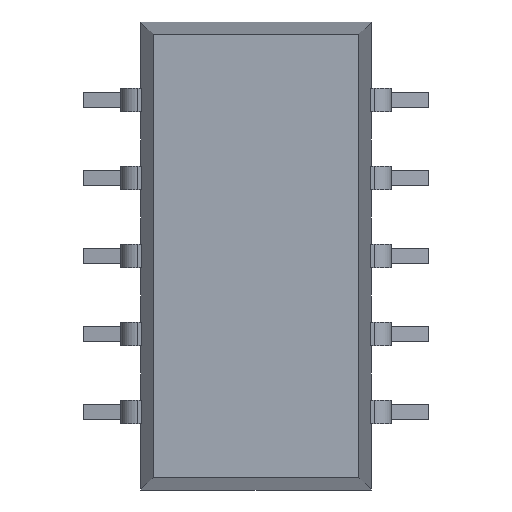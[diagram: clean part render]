
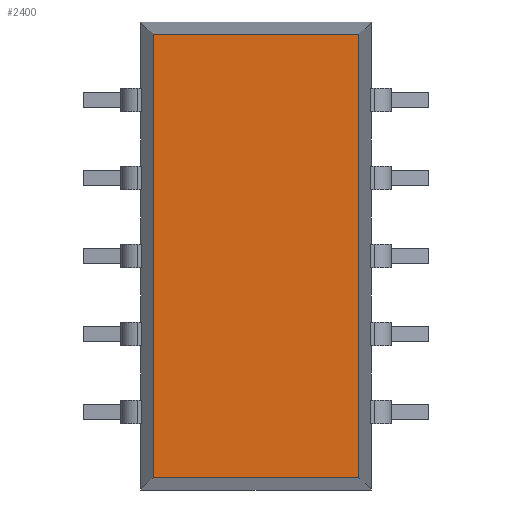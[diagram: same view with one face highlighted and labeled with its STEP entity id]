
A CAD part, top view. The second image highlights one B-rep face of the part: STEP entity #2400.
In plain terms, the highlighted planar face has unit normal (0, 0, 1).
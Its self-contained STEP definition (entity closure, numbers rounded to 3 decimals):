
#1897=CARTESIAN_POINT('',(3.35,7.22,6.25));
#1898=VERTEX_POINT('',#1897);
#1905=CARTESIAN_POINT('',(3.35,-7.22,6.25));
#1906=VERTEX_POINT('',#1905);
#1907=CARTESIAN_POINT('',(3.35,-7.22,6.25));
#1908=DIRECTION('',(-0.0,1.0,0.0));
#1909=VECTOR('',#1908,1.0);
#1910=LINE('',#1907,#1909);
#1911=EDGE_CURVE('n� 264',#1906,#1898,#1910,.T.);
#2137=CARTESIAN_POINT('',(-3.35,-7.22,6.25));
#2138=VERTEX_POINT('',#2137);
#2145=CARTESIAN_POINT('',(-3.35,7.22,6.25));
#2146=VERTEX_POINT('',#2145);
#2147=CARTESIAN_POINT('',(-3.35,-7.22,6.25));
#2148=DIRECTION('',(0.0,-1.0,0.0));
#2149=VECTOR('',#2148,1.0);
#2150=LINE('',#2147,#2149);
#2151=EDGE_CURVE('n� 268',#2146,#2138,#2150,.T.);
#2379=CARTESIAN_POINT('',(3.35,-7.22,6.25));
#2380=DIRECTION('',(1.0,0.0,0.0));
#2381=VECTOR('',#2380,1.0);
#2382=LINE('',#2379,#2381);
#2383=EDGE_CURVE('n� 262',#2138,#1906,#2382,.T.);
#2384=ORIENTED_EDGE('',*,*,#2383,.T.);
#2385=ORIENTED_EDGE('',*,*,#1911,.T.);
#2386=CARTESIAN_POINT('',(3.35,7.22,6.25));
#2387=DIRECTION('',(-1.0,0.0,-0.0));
#2388=VECTOR('',#2387,1.0);
#2389=LINE('',#2386,#2388);
#2390=EDGE_CURVE('n� 266',#1898,#2146,#2389,.T.);
#2391=ORIENTED_EDGE('',*,*,#2390,.T.);
#2392=ORIENTED_EDGE('',*,*,#2151,.T.);
#2393=EDGE_LOOP('',(#2384,#2385,#2391,#2392));
#2394=FACE_OUTER_BOUND('',#2393,.T.);
#2395=CARTESIAN_POINT('',(3.35,-7.22,6.25));
#2396=DIRECTION('',(-0.0,-0.0,1.0));
#2397=DIRECTION('',(-1.0,-0.0,-0.0));
#2398=AXIS2_PLACEMENT_3D('',#2395,#2396,#2397);
#2399=PLANE('',#2398);
#2400=ADVANCED_FACE('n� 292',(#2394),#2399,.T.);
